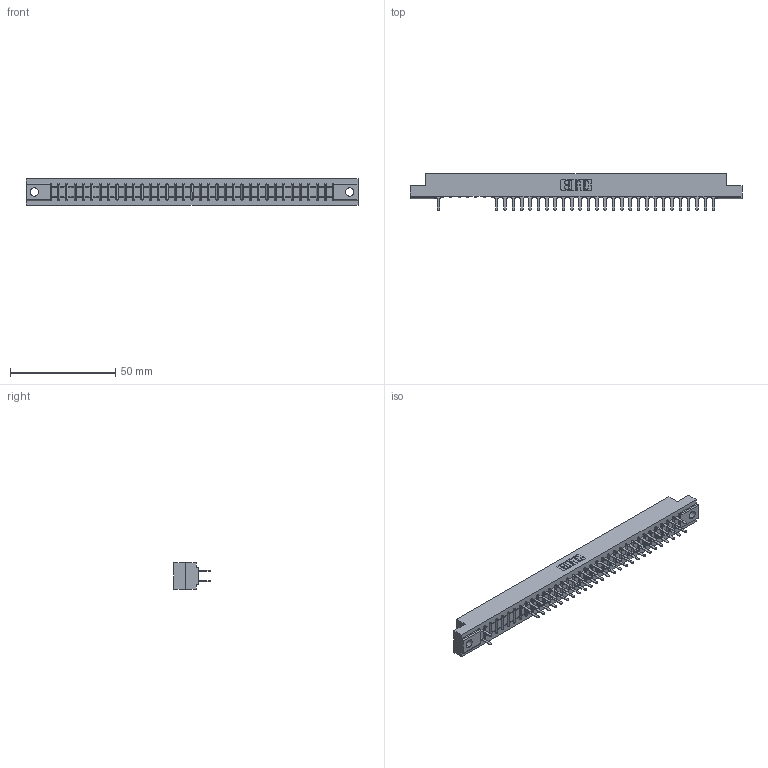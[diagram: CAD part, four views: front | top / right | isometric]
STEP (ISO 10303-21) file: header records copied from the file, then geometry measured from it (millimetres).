
FILE_DESCRIPTION (( 'STEP AP203' ), '1' );
FILE_NAME ('307-068-520-202.STEP', '2018-08-06T11:43:57', ( '' ), ( '' ), 'SwSTEP 2.0', 'SolidWorks 2016', '' );
FILE_SCHEMA (( 'CONFIG_CONTROL_DESIGN' ));
Length unit declared in the file: inch
Products named in the file (3): 307 Part_.128 Dia Mounting Holes; 307-290-001_520; 307-068-520-202
Assembly tree (56 placements, depth 2):
  307-068-520-202
    307 Part_.128 Dia Mounting Holes
    307-290-001_520  x55
Bounding box: 157.73 x 17.42 x 12.7 mm (x, y, z)
Volume: 16500.6 mm3; surface area: 18812.7 mm2
Topology: 56 solids, 56 shells, 2813 faces, 7889 edges, 5090 vertices
Faces by surface type: plane 1853, cylinder 890, sphere 70
Entity records: 30776 total; most frequent: CARTESIAN_POINT 5089, ORIENTED_EDGE 5054, DIRECTION 4975, EDGE_CURVE 2527, LINE 1935, VECTOR 1935, VERTEX_POINT 1634, AXIS2_PLACEMENT_3D 1520
